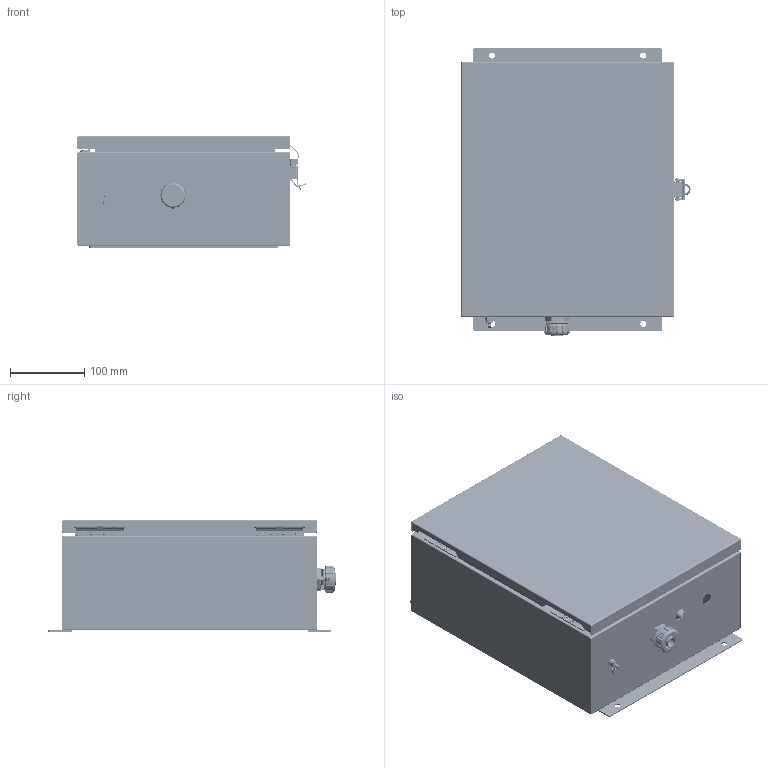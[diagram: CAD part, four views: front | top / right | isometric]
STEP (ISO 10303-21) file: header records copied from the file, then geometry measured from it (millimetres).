
FILE_DESCRIPTION (( 'STEP AP214' ), '1' );
FILE_NAME ('NBSS121006-000DR.step', '2020-03-18T18:43:40', ( '' ), ( '' ), 'SwSTEP 2.0', 'SolidWorks 2018', '' );
FILE_SCHEMA (( 'AUTOMOTIVE_DESIGN' ));
Length unit declared in the file: inch
Products named in the file (29): NBSS_integra_hinge pin; NBSS121006_box assy; XCT-0005; 1AJ09-063; NBSS121006_lid assy; 9912562-82-10_1; NBSS121006_box; XFW-0002; NBSS_integra_csink wshr; 10-32 NEMA PLATE SCREW; XCA-TERM-0007-UL; 97H9235-26300_1; NBSS121006-000DR; L-COM-FLANGE_505152-FLANGE_1; 1BE04-041; RIVET_SHORT_12DIA_1; NBSS_integra_box brkt; XNBSS121006-01; 91115A288_18-8 SS FF THD HEX STDF_91115A288; NBSS121006_lid; XC-0003_.06 panel; NBSS121006; 10-32 stud^NBSS121006_box assy; NBSS_integra_latch; RIVET_LONG_12DIA_1; XFN-0003; NBSS_integra_fhscr_91771A830_10-32 x .62lg; NBSS_integra_box hinge; XFS-0026
Assembly tree (52 placements, depth 6):
  NBSS121006-000DR
    XNBSS121006-01
      NBSS121006
        NBSS121006_box assy
          NBSS121006_box
          NBSS_integra_box hinge  x2
          NBSS_integra_box brkt  x2
          NBSS_integra_hinge pin  x2
          NBSS_integra_fhscr_91771A830_10-32 x .62lg  x4
          NBSS_integra_csink wshr  x4
          NBSS_integra_latch
            9912562-82-10_1
            RIVET_LONG_12DIA_1
            RIVET_SHORT_12DIA_1  x2
          10-32 stud^NBSS121006_box assy  x4
          91115A288_18-8 SS FF THD HEX STDF_91115A288  x4
          L-COM-FLANGE_505152-FLANGE_1  x2
        NBSS121006_lid assy
          NBSS121006_lid
          97H9235-26300_1  x2
    1BE04-041  x2
    10-32 NEMA PLATE SCREW  x4
    XC-0003_.06 panel
    XCA-TERM-0007-UL
      1AJ09-063
    XFW-0002  x2
    XFS-0026
    XCT-0005
    XFN-0003  x2
Bounding box: 307.97 x 387.35 x 149.89 mm (x, y, z)
Volume: 770321.6 mm3; surface area: 969692.6 mm2
Topology: 50 solids, 52 shells, 2785 faces, 6919 edges, 4258 vertices
Faces by surface type: cone 891, cylinder 888, plane 764, torus 166, bspline 76
Entity records: 64441 total; most frequent: CARTESIAN_POINT 17728, DIRECTION 8471, ORIENTED_EDGE 8112, EDGE_CURVE 4056, AXIS2_PLACEMENT_3D 3259, VERTEX_POINT 2485, LINE 1953, VECTOR 1953
